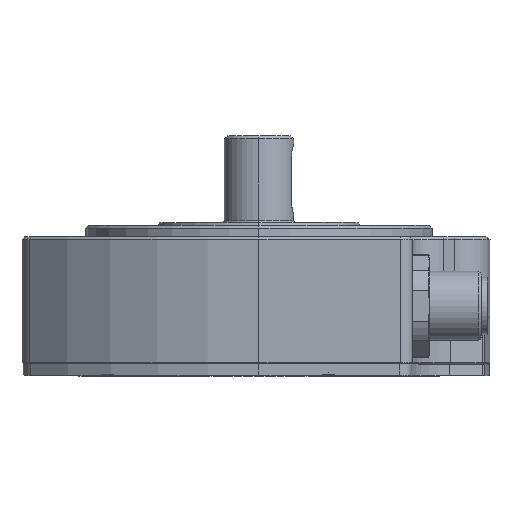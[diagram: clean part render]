
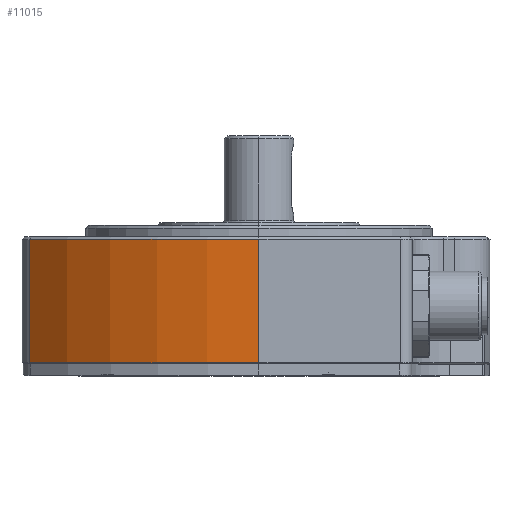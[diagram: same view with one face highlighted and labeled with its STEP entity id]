
A CAD part, top view. The second image highlights one B-rep face of the part: STEP entity #11015.
In plain terms, the highlighted cylindrical face has radius 53 mm (diameter 106 mm), a partial arc.
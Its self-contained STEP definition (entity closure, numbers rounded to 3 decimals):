
#247 = ORIENTED_EDGE ( 'NONE', *, *, #4821, .T. ) ;
#1131 = VECTOR ( 'NONE', #5667, 1000. ) ;
#1169 = CARTESIAN_POINT ( 'NONE',  ( 0., 24., 0. ) ) ;
#2542 = CARTESIAN_POINT ( 'NONE',  ( 0., 24., 53. ) ) ;
#2972 = AXIS2_PLACEMENT_3D ( 'NONE', #1169, #3213, #10269 ) ;
#3091 = ORIENTED_EDGE ( 'NONE', *, *, #5431, .T. ) ;
#3161 = FACE_OUTER_BOUND ( 'NONE', #8385, .T. ) ;
#3213 = DIRECTION ( 'NONE',  ( 0., -1., 0. ) ) ;
#3310 = EDGE_CURVE ( 'NONE', #5409, #7246, #11910, .T. ) ;
#3423 = ORIENTED_EDGE ( 'NONE', *, *, #3310, .F. ) ;
#4821 = EDGE_CURVE ( 'NONE', #11517, #7246, #10776, .T. ) ;
#5159 = EDGE_CURVE ( 'NONE', #5409, #5380, #10600, .T. ) ;
#5204 = DIRECTION ( 'NONE',  ( 0., -1., 0. ) ) ;
#5378 = AXIS2_PLACEMENT_3D ( 'NONE', #11256, #5204, #12262 ) ;
#5380 = VERTEX_POINT ( 'NONE', #9645 ) ;
#5409 = VERTEX_POINT ( 'NONE', #6705 ) ;
#5431 = EDGE_CURVE ( 'NONE', #5380, #11517, #12166, .T. ) ;
#5629 = DIRECTION ( 'NONE',  ( 0., 1., 0. ) ) ;
#5667 = DIRECTION ( 'NONE',  ( 0., -1., 0. ) ) ;
#6705 = CARTESIAN_POINT ( 'NONE',  ( 0., 21.5, 53. ) ) ;
#6737 = DIRECTION ( 'NONE',  ( 0., -1., 0. ) ) ;
#7246 = VERTEX_POINT ( 'NONE', #12113 ) ;
#7316 = CARTESIAN_POINT ( 'NONE',  ( -39.75, 0.2, 35.056 ) ) ;
#8226 = CYLINDRICAL_SURFACE ( 'NONE', #2972, 53. ) ;
#8385 = EDGE_LOOP ( 'NONE', ( #3091, #247, #3423, #11993 ) ) ;
#8741 = CARTESIAN_POINT ( 'NONE',  ( -39.75, 24., 35.056 ) ) ;
#9479 = VECTOR ( 'NONE', #6737, 1000. ) ;
#9645 = CARTESIAN_POINT ( 'NONE',  ( -39.75, 21.5, 35.056 ) ) ;
#10269 = DIRECTION ( 'NONE',  ( 0., 0., -1. ) ) ;
#10600 = CIRCLE ( 'NONE', #5378, 53. ) ;
#10776 = CIRCLE ( 'NONE', #11973, 53. ) ;
#11015 = ADVANCED_FACE ( 'NONE', ( #3161 ), #8226, .T. ) ;
#11256 = CARTESIAN_POINT ( 'NONE',  ( 0., 21.5, 0. ) ) ;
#11517 = VERTEX_POINT ( 'NONE', #7316 ) ;
#11670 = CARTESIAN_POINT ( 'NONE',  ( 0., 0.2, 0. ) ) ;
#11910 = LINE ( 'NONE', #2542, #1131 ) ;
#11973 = AXIS2_PLACEMENT_3D ( 'NONE', #11670, #5629, #12688 ) ;
#11993 = ORIENTED_EDGE ( 'NONE', *, *, #5159, .T. ) ;
#12113 = CARTESIAN_POINT ( 'NONE',  ( 0., 0.2, 53. ) ) ;
#12166 = LINE ( 'NONE', #8741, #9479 ) ;
#12262 = DIRECTION ( 'NONE',  ( 0., 0., -1. ) ) ;
#12688 = DIRECTION ( 'NONE',  ( 0., 0., 1. ) ) ;
